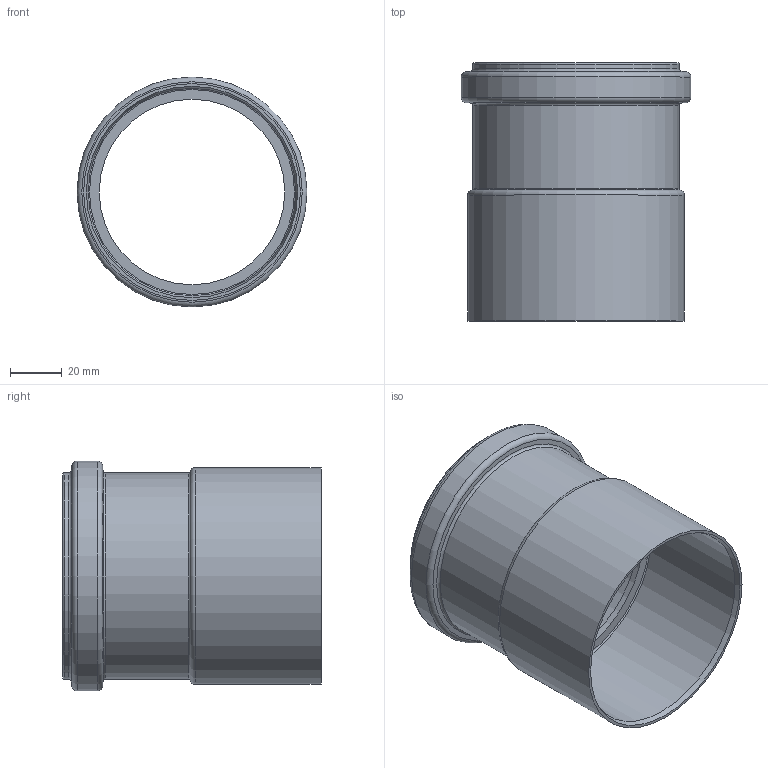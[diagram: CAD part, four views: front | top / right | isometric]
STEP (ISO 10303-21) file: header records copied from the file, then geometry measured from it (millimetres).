
FILE_DESCRIPTION(/* description */ (''),/* implementation_level */ '2;1');
FILE_NAME(/* name */ '173810 HTsafeAM DN_OD 75.stp',/* time_stamp */ '2017-03-13T09:27:15+01:00',/* author */ ('user1'),/* organization */ (''),/* preprocessor_version */ 'ST-DEVELOPER v16.1',/* originating_system */ 'Autodesk Inventor 2016',/* authorisation */ '');
FILE_SCHEMA (('AUTOMOTIVE_DESIGN { 1 0 10303 214 3 1 1 }'));
Length unit declared in the file: millimetre
Products named in the file (1): 173810 HTsafeAM DN_OD 75
Bounding box: 88.6 x 99.5 x 88.6 mm (x, y, z)
Volume: 51014.7 mm3; surface area: 56008.3 mm2
Topology: 1 solids, 1 shells, 34 faces, 65 edges, 36 vertices
Faces by surface type: torus 14, cylinder 10, plane 5, cone 5
Full cylindrical faces by diameter (mm): 71.5 x1, 75.8 x1, 76.1 x2, 79.4 x1, 79.7 x1, 80 x1, 83.6 x1, 85 x1, 88.6 x1
Entity records: 712 total; most frequent: DIRECTION 138, CARTESIAN_POINT 103, AXIS2_PLACEMENT_3D 69, EDGE_LOOP 68, ORIENTED_EDGE 68, FACE_BOUND 34, FACE_OUTER_BOUND 34, CIRCLE 34
